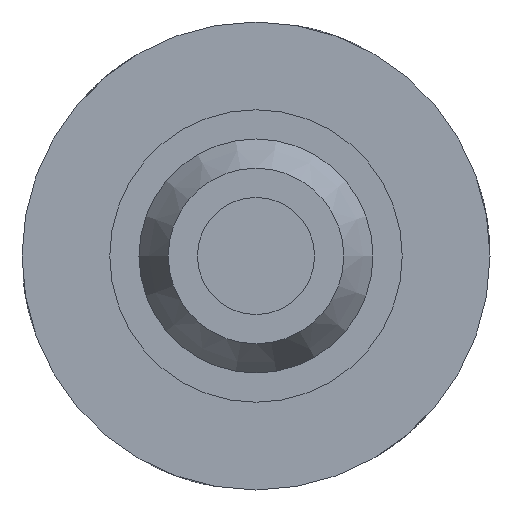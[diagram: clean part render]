
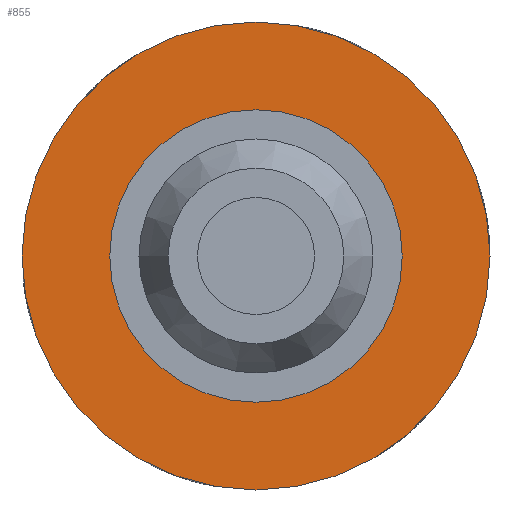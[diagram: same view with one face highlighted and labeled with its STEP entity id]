
A CAD part, front view. The second image highlights one B-rep face of the part: STEP entity #855.
In plain terms, the highlighted planar face has unit normal (0, -1, 0).
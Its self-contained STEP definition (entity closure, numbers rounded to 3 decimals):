
#51=FACE_BOUND('',#199,.T.);
#78=CIRCLE('',#996,8.);
#79=CIRCLE('',#997,8.);
#80=CIRCLE('',#999,5.);
#81=CIRCLE('',#1000,5.);
#124=PLANE('',#998);
#146=FACE_OUTER_BOUND('',#198,.T.);
#198=EDGE_LOOP('',(#663,#664));
#199=EDGE_LOOP('',(#665,#666));
#378=VERTEX_POINT('',#1819);
#379=VERTEX_POINT('',#1820);
#380=VERTEX_POINT('',#1825);
#381=VERTEX_POINT('',#1826);
#486=EDGE_CURVE('',#378,#379,#78,.T.);
#487=EDGE_CURVE('',#379,#378,#79,.T.);
#489=EDGE_CURVE('',#380,#381,#80,.T.);
#490=EDGE_CURVE('',#381,#380,#81,.T.);
#663=ORIENTED_EDGE('',*,*,#486,.T.);
#664=ORIENTED_EDGE('',*,*,#487,.T.);
#665=ORIENTED_EDGE('',*,*,#489,.F.);
#666=ORIENTED_EDGE('',*,*,#490,.F.);
#855=ADVANCED_FACE('',(#146,#51),#124,.T.);
#996=AXIS2_PLACEMENT_3D('',#1821,#1134,#1135);
#997=AXIS2_PLACEMENT_3D('',#1822,#1136,#1137);
#998=AXIS2_PLACEMENT_3D('',#1824,#1139,#1140);
#999=AXIS2_PLACEMENT_3D('',#1827,#1141,#1142);
#1000=AXIS2_PLACEMENT_3D('',#1828,#1143,#1144);
#1134=DIRECTION('center_axis',(0.,-1.,0.));
#1135=DIRECTION('ref_axis',(1.,0.,0.));
#1136=DIRECTION('center_axis',(0.,-1.,0.));
#1137=DIRECTION('ref_axis',(1.,0.,0.));
#1139=DIRECTION('center_axis',(0.,-1.,0.));
#1140=DIRECTION('ref_axis',(0.,0.,-1.));
#1141=DIRECTION('center_axis',(0.,-1.,0.));
#1142=DIRECTION('ref_axis',(1.,0.,0.));
#1143=DIRECTION('center_axis',(0.,-1.,0.));
#1144=DIRECTION('ref_axis',(1.,0.,0.));
#1819=CARTESIAN_POINT('',(8.,5.,0.));
#1820=CARTESIAN_POINT('',(-8.,5.,0.));
#1821=CARTESIAN_POINT('Origin',(0.,5.,0.));
#1822=CARTESIAN_POINT('Origin',(0.,5.,0.));
#1824=CARTESIAN_POINT('Origin',(5.,5.,0.));
#1825=CARTESIAN_POINT('',(5.,5.,0.));
#1826=CARTESIAN_POINT('',(-5.,5.,0.));
#1827=CARTESIAN_POINT('Origin',(0.,5.,0.));
#1828=CARTESIAN_POINT('Origin',(0.,5.,0.));
